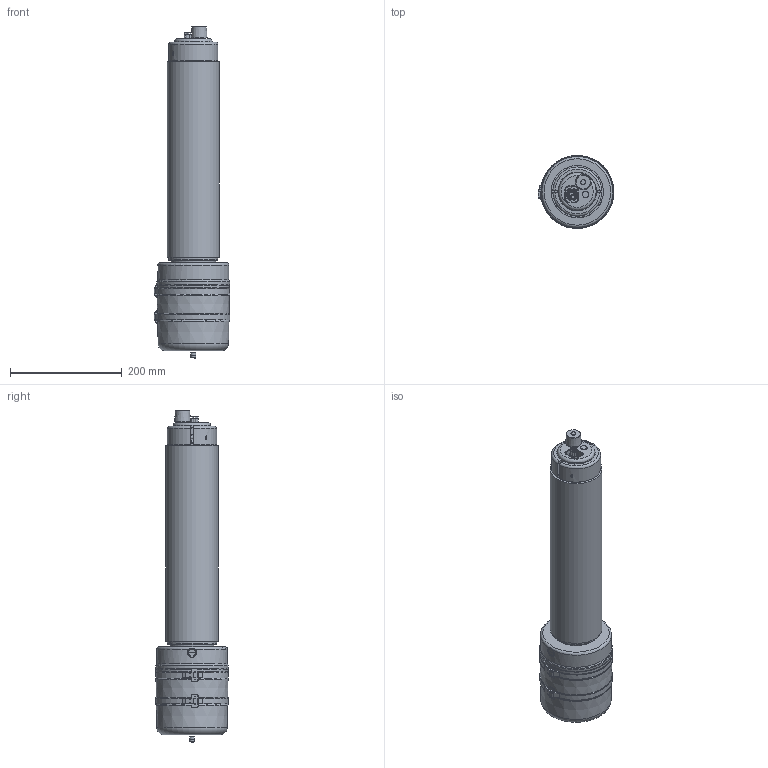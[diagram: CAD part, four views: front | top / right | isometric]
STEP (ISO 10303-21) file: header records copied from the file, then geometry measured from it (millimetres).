
FILE_DESCRIPTION(/* description */ (''),/* implementation_level */ '2;1');
FILE_NAME(/* name */ '8220-000-7216-A4.stp',/* time_stamp */ '2022-06-20T11:41:02+01:00',/* author */ ('jmb'),/* organization */ (''),/* preprocessor_version */ 'ST-DEVELOPER v18.1',/* originating_system */ 'Autodesk Inventor 2022',/* authorisation */ '');
FILE_SCHEMA (('AUTOMOTIVE_DESIGN { 1 0 10303 214 3 1 1 }'));
Length unit declared in the file: millimetre
Products named in the file (1): 8220-000-7216-A4 - STP file
Bounding box: 135.58 x 130.97 x 594.28 mm (x, y, z)
Volume: 4700450.1 mm3; surface area: 239288.3 mm2
Topology: 1 solids, 1 shells, 315 faces, 806 edges, 522 vertices
Faces by surface type: plane 150, cylinder 87, torus 44, cone 23, bspline 11
Full cylindrical faces by diameter (mm): 2 x8, 3.1 x8, 5 x2, 8.382 x1, 8.89 x1, 9 x1, 12 x1, 14.15 x1, 15.5 x1, 17.526 x3, 18.796 x2, 58 x1, 67 x1, 70.9 x2, 80 x2, 83 x1, 88 x1, 93.2 x1, 127 x1, 130 x1
Entity records: 11694 total; most frequent: CARTESIAN_POINT 3472, DIRECTION 1641, ORIENTED_EDGE 1616, EDGE_CURVE 808, AXIS2_PLACEMENT_3D 626, VERTEX_POINT 522, LINE 389, VECTOR 389
